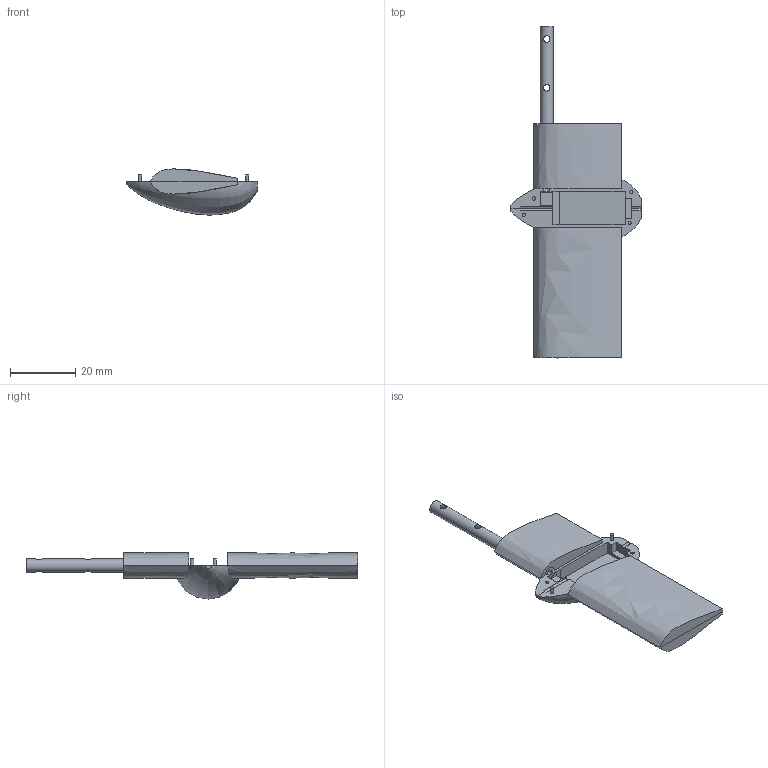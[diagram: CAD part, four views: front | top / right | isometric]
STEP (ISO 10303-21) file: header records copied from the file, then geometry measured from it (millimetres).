
FILE_DESCRIPTION(('FreeCAD Model'),'2;1');
FILE_NAME('safran-plein.stp', '2016-02-17T17:33:05',('FreeCAD'),('FreeCAD'), 'Open CASCADE STEP processor 6.8','FreeCAD','Unknown');
FILE_SCHEMA(('AUTOMOTIVE_DESIGN_CC2 { 1 2 10303 214 -1 1 5 4 }'));
Length unit declared in the file: millimetre
Products named in the file (1): Open CASCADE STEP translator 6.8 1
Bounding box: 40 x 102 x 14.21 mm (x, y, z)
Volume: 11963.3 mm3; surface area: 6258.1 mm2
Topology: 1 solids, 1 shells, 63 faces, 166 edges, 104 vertices
Faces by surface type: plane 41, cylinder 17, extrusion 4, revolution 1
Full cylindrical faces by diameter (mm): 1 x4, 2 x7, 4 x1
Entity records: 6969 total; most frequent: CARTESIAN_POINT 3861, DIRECTION 498, ORIENTED_EDGE 332, PCURVE 332, DEFINITIONAL_REPRESENTATION 332, VECTOR 287, LINE 283, EDGE_CURVE 166
